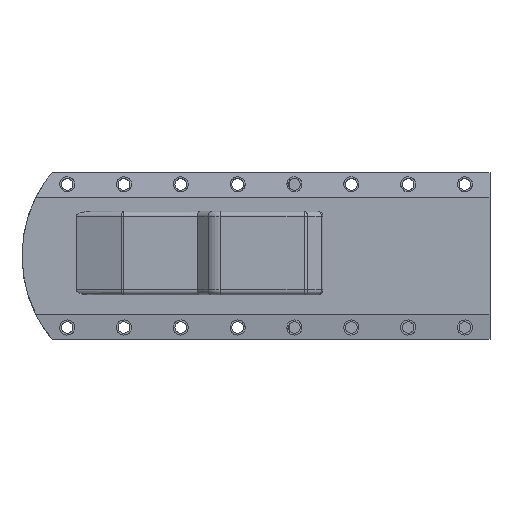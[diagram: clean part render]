
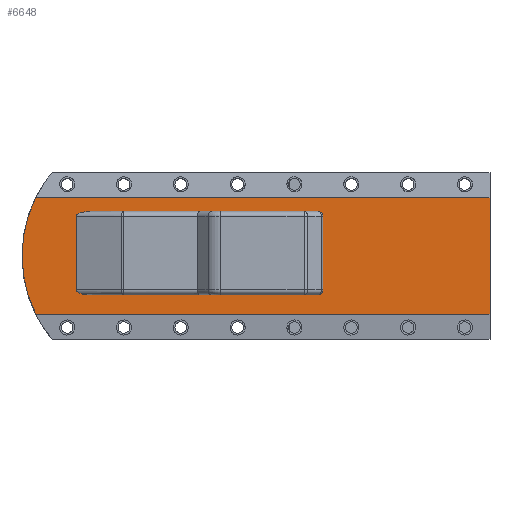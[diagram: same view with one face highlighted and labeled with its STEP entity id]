
A CAD part, top view. The second image highlights one B-rep face of the part: STEP entity #6648.
In plain terms, the highlighted planar face has unit normal (0, 0, 1).
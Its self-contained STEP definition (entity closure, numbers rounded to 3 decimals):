
#85 = CARTESIAN_POINT ( 'NONE',  ( 10.608, 120.03, 50. ) ) ;
#253 = LINE ( 'NONE', #1779, #1589 ) ;
#338 = ORIENTED_EDGE ( 'NONE', *, *, #1673, .T. ) ;
#502 = VECTOR ( 'NONE', #3095, 1000. ) ;
#505 = CARTESIAN_POINT ( 'NONE',  ( 10.608, 123.03, 50. ) ) ;
#545 = DIRECTION ( 'NONE',  ( 0., 1., 0. ) ) ;
#658 = EDGE_LOOP ( 'NONE', ( #5026, #2648, #5721, #2753 ) ) ;
#856 = DIRECTION ( 'NONE',  ( -1., 0., 0. ) ) ;
#890 = VECTOR ( 'NONE', #4942, 1000. ) ;
#1087 = DIRECTION ( 'NONE',  ( -1., 0., 0. ) ) ;
#1125 = VERTEX_POINT ( 'NONE', #3373 ) ;
#1259 = LINE ( 'NONE', #3422, #3837 ) ;
#1268 = VERTEX_POINT ( 'NONE', #4580 ) ;
#1425 = CARTESIAN_POINT ( 'NONE',  ( -125.096, 123.03, 50. ) ) ;
#1438 = EDGE_CURVE ( 'NONE', #2125, #6161, #2112, .T. ) ;
#1456 = CARTESIAN_POINT ( 'NONE',  ( -125.096, 123.03, 50. ) ) ;
#1589 = VECTOR ( 'NONE', #3933, 1000. ) ;
#1660 = LINE ( 'NONE', #4412, #890 ) ;
#1673 = EDGE_CURVE ( 'NONE', #4243, #2816, #253, .T. ) ;
#1779 = CARTESIAN_POINT ( 'NONE',  ( 0., 123.03, 50. ) ) ;
#1899 = CARTESIAN_POINT ( 'NONE',  ( -166.392, 131.271, 50. ) ) ;
#1943 = ORIENTED_EDGE ( 'NONE', *, *, #4306, .T. ) ;
#2003 = CARTESIAN_POINT ( 'NONE',  ( -133.867, 76.03, 50. ) ) ;
#2039 = CARTESIAN_POINT ( 'NONE',  ( -133.867, 74.273, 50. ) ) ;
#2048 = LINE ( 'NONE', #1899, #6099 ) ;
#2051 = CIRCLE ( 'NONE', #2160, 77.98 ) ;
#2112 = LINE ( 'NONE', #5371, #502 ) ;
#2125 = VERTEX_POINT ( 'NONE', #2585 ) ;
#2144 = AXIS2_PLACEMENT_3D ( 'NONE', #5101, #6712, #3042 ) ;
#2160 = AXIS2_PLACEMENT_3D ( 'NONE', #2741, #6448, #6389 ) ;
#2177 = AXIS2_PLACEMENT_3D ( 'NONE', #2450, #5107, #856 ) ;
#2183 = CARTESIAN_POINT ( 'NONE',  ( -158.181, 131.271, 50. ) ) ;
#2303 = LINE ( 'NONE', #4456, #2495 ) ;
#2450 = CARTESIAN_POINT ( 'NONE',  ( 0., 0., 50. ) ) ;
#2495 = VECTOR ( 'NONE', #2864, 1000. ) ;
#2505 = CARTESIAN_POINT ( 'NONE',  ( 113.608, 61.606, 50. ) ) ;
#2585 = CARTESIAN_POINT ( 'NONE',  ( -125.096, 73.03, 50. ) ) ;
#2648 = ORIENTED_EDGE ( 'NONE', *, *, #5845, .T. ) ;
#2721 = CARTESIAN_POINT ( 'NONE',  ( -158.181, 61.606, 50. ) ) ;
#2741 = CARTESIAN_POINT ( 'NONE',  ( -88.412, 96.439, 50. ) ) ;
#2753 = ORIENTED_EDGE ( 'NONE', *, *, #4696, .F. ) ;
#2809 = CIRCLE ( 'NONE', #2144, 3. ) ;
#2816 = VERTEX_POINT ( 'NONE', #505 ) ;
#2864 = DIRECTION ( 'NONE',  ( 1., 0., 0. ) ) ;
#2892 = DIRECTION ( 'NONE',  ( 0., 1., 0. ) ) ;
#2895 = EDGE_CURVE ( 'NONE', #1125, #4243, #5810, .T. ) ;
#2947 = PLANE ( 'NONE',  #2177 ) ;
#3042 = DIRECTION ( 'NONE',  ( -1., 0., 0. ) ) ;
#3095 = DIRECTION ( 'NONE',  ( 1., 0., 0. ) ) ;
#3099 = CARTESIAN_POINT ( 'NONE',  ( -130.234, 73.03, 50. ) ) ;
#3251 = ORIENTED_EDGE ( 'NONE', *, *, #2895, .T. ) ;
#3267 = LINE ( 'NONE', #4863, #5884 ) ;
#3282 = VERTEX_POINT ( 'NONE', #2721 ) ;
#3373 = CARTESIAN_POINT ( 'NONE',  ( -133.867, 120.03, 50. ) ) ;
#3422 = CARTESIAN_POINT ( 'NONE',  ( 113.608, 146.271, 50. ) ) ;
#3450 = VERTEX_POINT ( 'NONE', #6116 ) ;
#3837 = VECTOR ( 'NONE', #2892, 1000. ) ;
#3933 = DIRECTION ( 'NONE',  ( 1., 0., 0. ) ) ;
#3975 = FACE_OUTER_BOUND ( 'NONE', #658, .T. ) ;
#3988 = ORIENTED_EDGE ( 'NONE', *, *, #1438, .F. ) ;
#4184 = CARTESIAN_POINT ( 'NONE',  ( -133.867, 120.03, 50. ) ) ;
#4210 = DIRECTION ( 'NONE',  ( 1., 0., 0. ) ) ;
#4217 = EDGE_CURVE ( 'NONE', #1268, #6161, #2809, .T. ) ;
#4243 = VERTEX_POINT ( 'NONE', #1456 ) ;
#4306 = EDGE_CURVE ( 'NONE', #4951, #1268, #1660, .T. ) ;
#4312 = EDGE_CURVE ( 'NONE', #2816, #4951, #5188, .T. ) ;
#4398 = ORIENTED_EDGE ( 'NONE', *, *, #5292, .T. ) ;
#4403 = AXIS2_PLACEMENT_3D ( 'NONE', #85, #5911, #1087 ) ;
#4412 = CARTESIAN_POINT ( 'NONE',  ( 13.608, 0., 50. ) ) ;
#4456 = CARTESIAN_POINT ( 'NONE',  ( -166.392, 61.606, 50. ) ) ;
#4512 = EDGE_CURVE ( 'NONE', #4740, #3450, #1259, .T. ) ;
#4580 = CARTESIAN_POINT ( 'NONE',  ( 13.608, 76.03, 50. ) ) ;
#4696 = EDGE_CURVE ( 'NONE', #5314, #3450, #2048, .T. ) ;
#4740 = VERTEX_POINT ( 'NONE', #2505 ) ;
#4863 = CARTESIAN_POINT ( 'NONE',  ( -133.867, 0., 50. ) ) ;
#4873 = CARTESIAN_POINT ( 'NONE',  ( 13.608, 120.03, 50. ) ) ;
#4920 = VERTEX_POINT ( 'NONE', #5381 ) ;
#4942 = DIRECTION ( 'NONE',  ( 0., -1., 0. ) ) ;
#4951 = VERTEX_POINT ( 'NONE', #4873 ) ;
#5026 = ORIENTED_EDGE ( 'NONE', *, *, #5360, .T. ) ;
#5101 = CARTESIAN_POINT ( 'NONE',  ( 10.608, 76.03, 50. ) ) ;
#5107 = DIRECTION ( 'NONE',  ( 0., 0., -1. ) ) ;
#5134 = ORIENTED_EDGE ( 'NONE', *, *, #6294, .T. ) ;
#5188 = CIRCLE ( 'NONE', #4403, 3. ) ;
#5292 = EDGE_CURVE ( 'NONE', #4920, #1125, #3267, .T. ) ;
#5314 = VERTEX_POINT ( 'NONE', #2183 ) ;
#5354 = EDGE_LOOP ( 'NONE', ( #3988, #5134, #4398, #3251, #338, #6218, #1943, #5707 ) ) ;
#5360 = EDGE_CURVE ( 'NONE', #5314, #3282, #2051, .T. ) ;
#5371 = CARTESIAN_POINT ( 'NONE',  ( 0., 73.03, 50. ) ) ;
#5381 = CARTESIAN_POINT ( 'NONE',  ( -133.867, 76.03, 50. ) ) ;
#5707 = ORIENTED_EDGE ( 'NONE', *, *, #4217, .T. ) ;
#5721 = ORIENTED_EDGE ( 'NONE', *, *, #4512, .T. ) ;
#5810 =( BOUNDED_CURVE ( )  B_SPLINE_CURVE ( 3, ( #4184, #6265, #5817, #1425 ),
 .UNSPECIFIED., .F., .F. ) 
 B_SPLINE_CURVE_WITH_KNOTS ( ( 4, 4 ),
 ( 3.142, 4.712 ),
 .UNSPECIFIED. ) 
 CURVE ( )  GEOMETRIC_REPRESENTATION_ITEM ( )  RATIONAL_B_SPLINE_CURVE ( ( 1., 0.805, 0.805, 1. ) ) 
 REPRESENTATION_ITEM ( '' )  );
#5817 = CARTESIAN_POINT ( 'NONE',  ( -130.234, 123.03, 50. ) ) ;
#5845 = EDGE_CURVE ( 'NONE', #3282, #4740, #2303, .T. ) ;
#5884 = VECTOR ( 'NONE', #545, 1000. ) ;
#5911 = DIRECTION ( 'NONE',  ( 0., 0., -1. ) ) ;
#6099 = VECTOR ( 'NONE', #4210, 1000. ) ;
#6116 = CARTESIAN_POINT ( 'NONE',  ( 113.608, 131.271, 50. ) ) ;
#6161 = VERTEX_POINT ( 'NONE', #6177 ) ;
#6177 = CARTESIAN_POINT ( 'NONE',  ( 10.608, 73.03, 50. ) ) ;
#6218 = ORIENTED_EDGE ( 'NONE', *, *, #4312, .T. ) ;
#6265 = CARTESIAN_POINT ( 'NONE',  ( -133.867, 121.787, 50. ) ) ;
#6294 = EDGE_CURVE ( 'NONE', #2125, #4920, #6976, .T. ) ;
#6302 = FACE_BOUND ( 'NONE', #5354, .T. ) ;
#6389 = DIRECTION ( 'NONE',  ( 1., 0., 0. ) ) ;
#6448 = DIRECTION ( 'NONE',  ( 0., 0., 1. ) ) ;
#6648 = ADVANCED_FACE ( 'NONE', ( #3975, #6302 ), #2947, .F. ) ;
#6712 = DIRECTION ( 'NONE',  ( 0., 0., -1. ) ) ;
#6864 = CARTESIAN_POINT ( 'NONE',  ( -125.096, 73.03, 50. ) ) ;
#6976 =( BOUNDED_CURVE ( )  B_SPLINE_CURVE ( 3, ( #6864, #3099, #2039, #2003 ),
 .UNSPECIFIED., .F., .T. ) 
 B_SPLINE_CURVE_WITH_KNOTS ( ( 4, 4 ),
 ( 1.571, 3.142 ),
 .UNSPECIFIED. ) 
 CURVE ( )  GEOMETRIC_REPRESENTATION_ITEM ( )  RATIONAL_B_SPLINE_CURVE ( ( 1., 0.805, 0.805, 1. ) ) 
 REPRESENTATION_ITEM ( '' )  );
